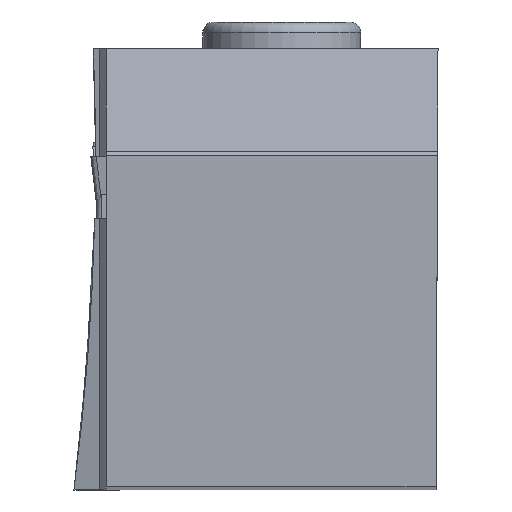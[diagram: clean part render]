
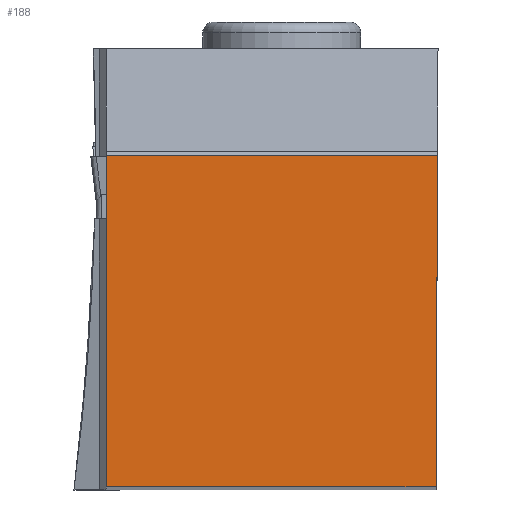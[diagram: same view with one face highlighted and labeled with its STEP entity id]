
A CAD part, top view. The second image highlights one B-rep face of the part: STEP entity #188.
In plain terms, the highlighted planar face has unit normal (0, 0, 1).
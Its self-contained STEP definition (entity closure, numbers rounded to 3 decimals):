
#188=ADVANCED_FACE('BLANK_BOXF006',(#300),#239,.F.);
#239=PLANE('',#1443);
#300=FACE_OUTER_BOUND('',#363,.T.);
#363=EDGE_LOOP('',(#662,#663,#664,#665));
#662=ORIENTED_EDGE('',*,*,#975,.F.);
#663=ORIENTED_EDGE('',*,*,#1004,.F.);
#664=ORIENTED_EDGE('',*,*,#1017,.F.);
#665=ORIENTED_EDGE('',*,*,#1018,.F.);
#828=VERTEX_POINT('',#2167);
#829=VERTEX_POINT('',#2169);
#847=VERTEX_POINT('',#2295);
#856=VERTEX_POINT('',#2320);
#975=EDGE_CURVE('',#828,#829,#1117,.T.);
#1004=EDGE_CURVE('',#847,#828,#1140,.T.);
#1017=EDGE_CURVE('',#856,#847,#1152,.T.);
#1018=EDGE_CURVE('',#829,#856,#1153,.T.);
#1117=LINE('',#2168,#1254);
#1140=LINE('',#2296,#1277);
#1152=LINE('',#2321,#1289);
#1153=LINE('',#2323,#1290);
#1254=VECTOR('',#1670,1.);
#1277=VECTOR('',#1707,1.);
#1289=VECTOR('',#1727,1.);
#1290=VECTOR('',#1730,1.);
#1443=AXIS2_PLACEMENT_3D('',#2324,#1731,#1732);
#1670=DIRECTION('',(0.,1.,0.));
#1707=DIRECTION('',(-1.,0.,0.));
#1727=DIRECTION('',(-0.004,-1.,0.));
#1730=DIRECTION('',(1.,0.,0.));
#1731=DIRECTION('',(0.,0.,-1.));
#1732=DIRECTION('',(0.,-1.,0.));
#2167=CARTESIAN_POINT('',(-24.875,0.,0.));
#2168=CARTESIAN_POINT('',(-24.875,-150.35,0.));
#2169=CARTESIAN_POINT('',(-24.875,24.875,0.));
#2295=CARTESIAN_POINT('',(-0.109,0.,0.));
#2296=CARTESIAN_POINT('',(150.35,0.,0.));
#2320=CARTESIAN_POINT('',(0.,24.875,0.));
#2321=CARTESIAN_POINT('',(0.547,150.349,0.));
#2323=CARTESIAN_POINT('',(-150.35,24.875,0.));
#2324=CARTESIAN_POINT('',(-27.288,-5.,0.));
